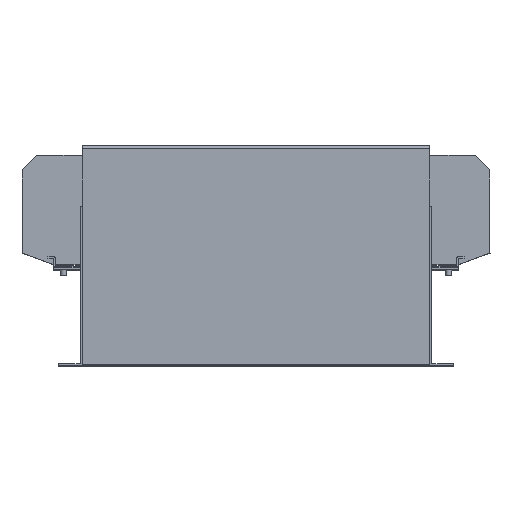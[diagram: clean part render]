
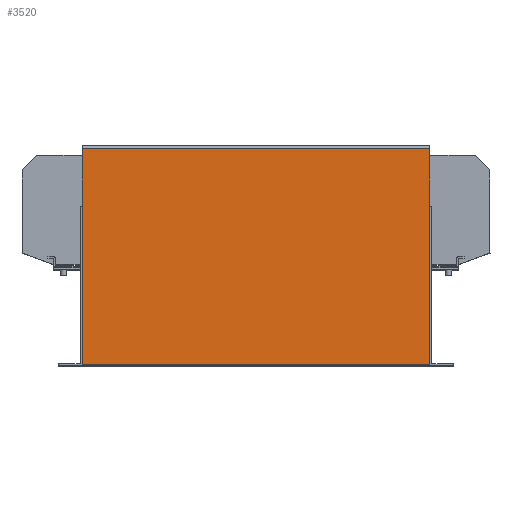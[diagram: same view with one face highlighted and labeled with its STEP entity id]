
A CAD part, top view. The second image highlights one B-rep face of the part: STEP entity #3520.
In plain terms, the highlighted planar face has unit normal (0, 0, 1).
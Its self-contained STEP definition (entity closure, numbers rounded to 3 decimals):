
#80 = LINE ( 'NONE', #8864, #9489 ) ;
#680 = CARTESIAN_POINT ( 'NONE',  ( 118.5, 146.6, 46.75 ) ) ;
#854 = EDGE_LOOP ( 'NONE', ( #5839, #11004, #2660, #6503 ) ) ;
#1773 = CARTESIAN_POINT ( 'NONE',  ( -118.5, 146.6, 46.75 ) ) ;
#2660 = ORIENTED_EDGE ( 'NONE', *, *, #6230, .F. ) ;
#3509 = CARTESIAN_POINT ( 'NONE',  ( 0., 148.6, 46.75 ) ) ;
#3520 = ADVANCED_FACE ( 'Defeature ausgef�hrt2_45', ( #10498 ), #8495, .T. ) ;
#3625 = VECTOR ( 'NONE', #12211, 1000. ) ;
#3639 = DIRECTION ( 'NONE',  ( 0., 1., 0. ) ) ;
#4083 = LINE ( 'NONE', #8220, #3625 ) ;
#5268 = CARTESIAN_POINT ( 'NONE',  ( 118.5, -0.8, 46.75 ) ) ;
#5839 = ORIENTED_EDGE ( 'NONE', *, *, #8833, .F. ) ;
#6171 = DIRECTION ( 'NONE',  ( -1., 0., 0. ) ) ;
#6230 = EDGE_CURVE ( 'Defeature ausgef�hrt2_43+Defeature ausgef�hrt2_45+Defeature ausgef�hrt2_47+Defeature ausgef�hrt2_57', #8443, #9301, #11819, .T. ) ;
#6503 = ORIENTED_EDGE ( 'NONE', *, *, #12519, .F. ) ;
#6521 = CARTESIAN_POINT ( 'NONE',  ( -118.5, 147.6, 46.75 ) ) ;
#8220 = CARTESIAN_POINT ( 'NONE',  ( 0., 146.6, 46.75 ) ) ;
#8367 = DIRECTION ( 'NONE',  ( 0., 0., 1. ) ) ;
#8443 = VERTEX_POINT ( 'NONE', #9254 ) ;
#8495 = PLANE ( 'NONE',  #12582 ) ;
#8833 = EDGE_CURVE ( 'Defeature ausgef�hrt2_44+Defeature ausgef�hrt2_45+Defeature ausgef�hrt2_58+Defeature ausgef�hrt2_47', #9707, #11629, #80, .T. ) ;
#8864 = CARTESIAN_POINT ( 'NONE',  ( 118.5, -0.8, 46.75 ) ) ;
#9254 = CARTESIAN_POINT ( 'NONE',  ( -118.5, -0.8, 46.75 ) ) ;
#9301 = VERTEX_POINT ( 'NONE', #1773 ) ;
#9489 = VECTOR ( 'NONE', #9994, 1000. ) ;
#9568 = VECTOR ( 'NONE', #6171, 1000. ) ;
#9707 = VERTEX_POINT ( 'NONE', #680 ) ;
#9994 = DIRECTION ( 'NONE',  ( 0., -1., 0. ) ) ;
#10020 = CARTESIAN_POINT ( 'NONE',  ( -118.5, -0.8, 46.75 ) ) ;
#10494 = DIRECTION ( 'NONE',  ( 0., -1., 0. ) ) ;
#10498 = FACE_OUTER_BOUND ( 'NONE', #854, .T. ) ;
#11004 = ORIENTED_EDGE ( 'NONE', *, *, #12666, .T. ) ;
#11195 = VECTOR ( 'NONE', #3639, 1000. ) ;
#11629 = VERTEX_POINT ( 'NONE', #5268 ) ;
#11819 = LINE ( 'NONE', #6521, #11195 ) ;
#12211 = DIRECTION ( 'NONE',  ( -1., 0., 0. ) ) ;
#12519 = EDGE_CURVE ( 'Defeature ausgef�hrt2_47+Defeature ausgef�hrt2_45+Defeature ausgef�hrt2_44+Defeature ausgef�hrt2_43', #11629, #8443, #12991, .T. ) ;
#12582 = AXIS2_PLACEMENT_3D ( 'NONE', #3509, #8367, #10494 ) ;
#12666 = EDGE_CURVE ( 'Defeature ausgef�hrt2_45+Defeature ausgef�hrt2_60+Defeature ausgef�hrt2_44+Defeature ausgef�hrt2_43', #9707, #9301, #4083, .T. ) ;
#12991 = LINE ( 'NONE', #10020, #9568 ) ;
